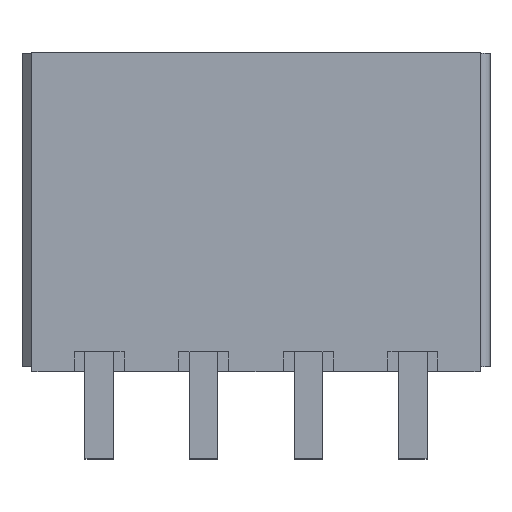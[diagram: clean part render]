
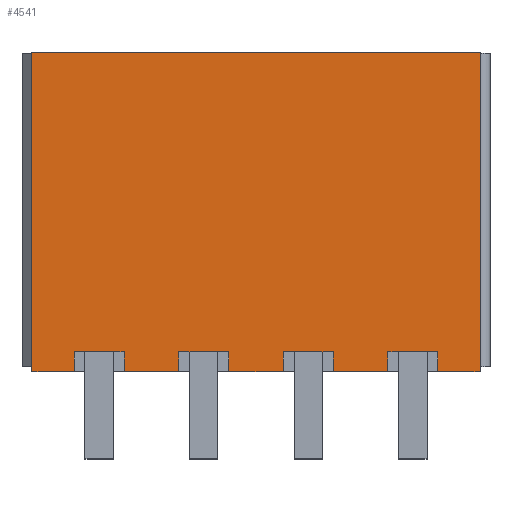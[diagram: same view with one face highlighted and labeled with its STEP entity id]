
A CAD part, top view. The second image highlights one B-rep face of the part: STEP entity #4541.
In plain terms, the highlighted planar face has unit normal (0, 0, 1).
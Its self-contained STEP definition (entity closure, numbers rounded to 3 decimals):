
#9=DIRECTION('',(0.,-1.,0.));
#10=VECTOR('',#9,12.8);
#11=CARTESIAN_POINT('',(-9.,12.8,4.8));
#12=LINE('',#11,#10);
#409=DIRECTION('',(1.,0.,0.));
#410=VECTOR('',#409,1.7);
#411=CARTESIAN_POINT('',(7.3,0.,4.8));
#412=LINE('',#411,#410);
#429=DIRECTION('',(1.,0.,0.));
#430=VECTOR('',#429,2.2);
#431=CARTESIAN_POINT('',(3.1,0.,4.8));
#432=LINE('',#431,#430);
#457=DIRECTION('',(1.,0.,0.));
#458=VECTOR('',#457,2.2);
#459=CARTESIAN_POINT('',(-1.1,0.,4.8));
#460=LINE('',#459,#458);
#485=DIRECTION('',(1.,0.,0.));
#486=VECTOR('',#485,1.7);
#487=CARTESIAN_POINT('',(-9.,0.,4.8));
#488=LINE('',#487,#486);
#497=DIRECTION('',(1.,0.,0.));
#498=VECTOR('',#497,2.2);
#499=CARTESIAN_POINT('',(-5.3,0.,4.8));
#500=LINE('',#499,#498);
#701=DIRECTION('',(1.,0.,0.));
#702=VECTOR('',#701,18.);
#703=CARTESIAN_POINT('',(-9.,12.8,4.8));
#704=LINE('',#703,#702);
#705=DIRECTION('',(0.,1.,0.));
#706=VECTOR('',#705,0.8);
#707=CARTESIAN_POINT('',(7.3,0.,4.8));
#708=LINE('',#707,#706);
#709=DIRECTION('',(1.,0.,0.));
#710=VECTOR('',#709,2.);
#711=CARTESIAN_POINT('',(5.3,0.8,4.8));
#712=LINE('',#711,#710);
#713=DIRECTION('',(0.,1.,0.));
#714=VECTOR('',#713,0.8);
#715=CARTESIAN_POINT('',(5.3,0.,4.8));
#716=LINE('',#715,#714);
#717=DIRECTION('',(0.,1.,0.));
#718=VECTOR('',#717,0.8);
#719=CARTESIAN_POINT('',(3.1,0.,4.8));
#720=LINE('',#719,#718);
#721=DIRECTION('',(1.,0.,0.));
#722=VECTOR('',#721,2.);
#723=CARTESIAN_POINT('',(1.1,0.8,4.8));
#724=LINE('',#723,#722);
#725=DIRECTION('',(0.,1.,0.));
#726=VECTOR('',#725,0.8);
#727=CARTESIAN_POINT('',(1.1,0.,4.8));
#728=LINE('',#727,#726);
#729=DIRECTION('',(0.,1.,0.));
#730=VECTOR('',#729,0.8);
#731=CARTESIAN_POINT('',(-1.1,0.,4.8));
#732=LINE('',#731,#730);
#733=DIRECTION('',(1.,0.,0.));
#734=VECTOR('',#733,2.);
#735=CARTESIAN_POINT('',(-3.1,0.8,4.8));
#736=LINE('',#735,#734);
#737=DIRECTION('',(0.,1.,0.));
#738=VECTOR('',#737,0.8);
#739=CARTESIAN_POINT('',(-3.1,0.,4.8));
#740=LINE('',#739,#738);
#741=DIRECTION('',(0.,1.,0.));
#742=VECTOR('',#741,0.8);
#743=CARTESIAN_POINT('',(-5.3,0.,4.8));
#744=LINE('',#743,#742);
#745=DIRECTION('',(1.,0.,0.));
#746=VECTOR('',#745,2.);
#747=CARTESIAN_POINT('',(-7.3,0.8,4.8));
#748=LINE('',#747,#746);
#749=DIRECTION('',(0.,1.,0.));
#750=VECTOR('',#749,0.8);
#751=CARTESIAN_POINT('',(-7.3,0.,4.8));
#752=LINE('',#751,#750);
#2774=DIRECTION('',(0.,-1.,0.));
#2775=VECTOR('',#2774,12.8);
#2776=CARTESIAN_POINT('',(9.,12.8,4.8));
#2777=LINE('',#2776,#2775);
#2819=CARTESIAN_POINT('',(-9.,12.8,4.8));
#2820=CARTESIAN_POINT('',(-9.,0.,4.8));
#2821=VERTEX_POINT('',#2819);
#2822=VERTEX_POINT('',#2820);
#2827=CARTESIAN_POINT('',(9.,12.8,4.8));
#2828=CARTESIAN_POINT('',(9.,0.,4.8));
#2829=VERTEX_POINT('',#2827);
#2830=VERTEX_POINT('',#2828);
#2945=CARTESIAN_POINT('',(7.3,0.,4.8));
#2946=VERTEX_POINT('',#2945);
#3059=CARTESIAN_POINT('',(3.1,0.,4.8));
#3060=CARTESIAN_POINT('',(5.3,0.,4.8));
#3061=VERTEX_POINT('',#3059);
#3062=VERTEX_POINT('',#3060);
#3067=CARTESIAN_POINT('',(-1.1,0.,4.8));
#3068=CARTESIAN_POINT('',(1.1,0.,4.8));
#3069=VERTEX_POINT('',#3067);
#3070=VERTEX_POINT('',#3068);
#3081=CARTESIAN_POINT('',(-7.3,0.,4.8));
#3082=VERTEX_POINT('',#3081);
#3083=CARTESIAN_POINT('',(-5.3,0.,4.8));
#3084=CARTESIAN_POINT('',(-3.1,0.,4.8));
#3085=VERTEX_POINT('',#3083);
#3086=VERTEX_POINT('',#3084);
#3185=CARTESIAN_POINT('',(5.3,0.8,4.8));
#3186=CARTESIAN_POINT('',(7.3,0.8,4.8));
#3187=VERTEX_POINT('',#3185);
#3188=VERTEX_POINT('',#3186);
#3205=CARTESIAN_POINT('',(1.1,0.8,4.8));
#3206=CARTESIAN_POINT('',(3.1,0.8,4.8));
#3207=VERTEX_POINT('',#3205);
#3208=VERTEX_POINT('',#3206);
#3229=CARTESIAN_POINT('',(-3.1,0.8,4.8));
#3230=CARTESIAN_POINT('',(-1.1,0.8,4.8));
#3231=VERTEX_POINT('',#3229);
#3232=VERTEX_POINT('',#3230);
#3259=CARTESIAN_POINT('',(-7.3,0.8,4.8));
#3260=CARTESIAN_POINT('',(-5.3,0.8,4.8));
#3261=VERTEX_POINT('',#3259);
#3262=VERTEX_POINT('',#3260);
#4504=CARTESIAN_POINT('',(-9.,12.8,4.8));
#4505=DIRECTION('',(0.,0.,1.));
#4506=DIRECTION('',(0.,-1.,0.));
#4507=AXIS2_PLACEMENT_3D('',#4504,#4505,#4506);
#4508=PLANE('',#4507);
#4509=ORIENTED_EDGE('',*,*,#4293,.F.);
#4510=ORIENTED_EDGE('',*,*,#3756,.F.);
#4512=ORIENTED_EDGE('',*,*,#4511,.T.);
#4514=ORIENTED_EDGE('',*,*,#4513,.T.);
#4515=ORIENTED_EDGE('',*,*,#4200,.F.);
#4517=ORIENTED_EDGE('',*,*,#4516,.T.);
#4519=ORIENTED_EDGE('',*,*,#4518,.F.);
#4521=ORIENTED_EDGE('',*,*,#4520,.F.);
#4522=ORIENTED_EDGE('',*,*,#4231,.F.);
#4524=ORIENTED_EDGE('',*,*,#4523,.T.);
#4526=ORIENTED_EDGE('',*,*,#4525,.F.);
#4528=ORIENTED_EDGE('',*,*,#4527,.F.);
#4529=ORIENTED_EDGE('',*,*,#4262,.F.);
#4531=ORIENTED_EDGE('',*,*,#4530,.T.);
#4532=ORIENTED_EDGE('',*,*,#4435,.F.);
#4533=ORIENTED_EDGE('',*,*,#4497,.F.);
#4534=ORIENTED_EDGE('',*,*,#4306,.F.);
#4536=ORIENTED_EDGE('',*,*,#4535,.T.);
#4537=ORIENTED_EDGE('',*,*,#3969,.F.);
#4538=ORIENTED_EDGE('',*,*,#4173,.F.);
#4539=EDGE_LOOP('',(#4509,#4510,#4512,#4514,#4515,#4517,#4519,#4521,#4522,#4524,
#4526,#4528,#4529,#4531,#4532,#4533,#4534,#4536,#4537,#4538));
#4540=FACE_OUTER_BOUND('',#4539,.F.);
#4541=ADVANCED_FACE('',(#4540),#4508,.T.);
#3756=EDGE_CURVE('',#2821,#2822,#12,.T.);
#3969=EDGE_CURVE('',#3261,#3262,#748,.T.);
#4173=EDGE_CURVE('',#3082,#3261,#752,.T.);
#4200=EDGE_CURVE('',#2946,#2830,#412,.T.);
#4231=EDGE_CURVE('',#3061,#3062,#432,.T.);
#4262=EDGE_CURVE('',#3069,#3070,#460,.T.);
#4293=EDGE_CURVE('',#2822,#3082,#488,.T.);
#4306=EDGE_CURVE('',#3085,#3086,#500,.T.);
#4435=EDGE_CURVE('',#3231,#3232,#736,.T.);
#4497=EDGE_CURVE('',#3086,#3231,#740,.T.);
#4511=EDGE_CURVE('',#2821,#2829,#704,.T.);
#4513=EDGE_CURVE('',#2829,#2830,#2777,.T.);
#4516=EDGE_CURVE('',#2946,#3188,#708,.T.);
#4518=EDGE_CURVE('',#3187,#3188,#712,.T.);
#4520=EDGE_CURVE('',#3062,#3187,#716,.T.);
#4523=EDGE_CURVE('',#3061,#3208,#720,.T.);
#4525=EDGE_CURVE('',#3207,#3208,#724,.T.);
#4527=EDGE_CURVE('',#3070,#3207,#728,.T.);
#4530=EDGE_CURVE('',#3069,#3232,#732,.T.);
#4535=EDGE_CURVE('',#3085,#3262,#744,.T.);
